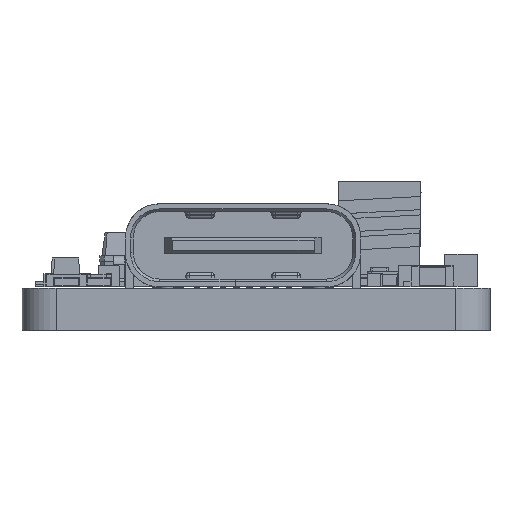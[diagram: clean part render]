
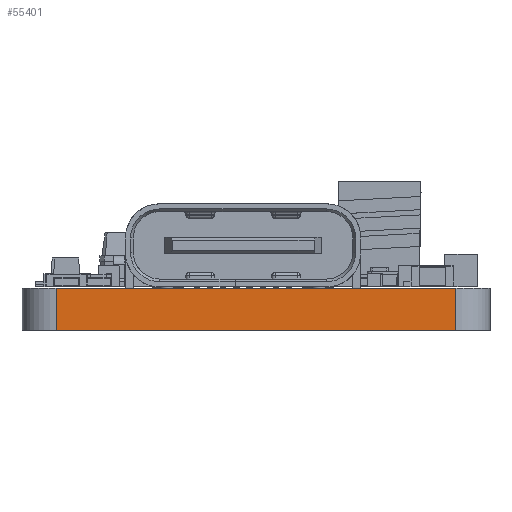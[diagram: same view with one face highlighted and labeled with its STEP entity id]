
A CAD part, left-side view. The second image highlights one B-rep face of the part: STEP entity #55401.
In plain terms, the highlighted planar face has unit normal (-1, 0, 0).
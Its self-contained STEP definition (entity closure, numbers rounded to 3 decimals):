
#53783 = VERTEX_POINT('',#53784);
#53784 = CARTESIAN_POINT('',(100.,-107.6,0.));
#53791 = EDGE_CURVE('',#53783,#53792,#53794,.T.);
#53792 = VERTEX_POINT('',#53793);
#53793 = CARTESIAN_POINT('',(100.,-92.4,0.));
#53794 = LINE('',#53795,#53796);
#53795 = CARTESIAN_POINT('',(100.,-107.6,0.));
#53796 = VECTOR('',#53797,1.);
#53797 = DIRECTION('',(0.,1.,0.));
#54540 = VERTEX_POINT('',#54541);
#54541 = CARTESIAN_POINT('',(100.,-107.6,1.6));
#54548 = EDGE_CURVE('',#54540,#54549,#54551,.T.);
#54549 = VERTEX_POINT('',#54550);
#54550 = CARTESIAN_POINT('',(100.,-92.4,1.6));
#54551 = LINE('',#54552,#54553);
#54552 = CARTESIAN_POINT('',(100.,-107.6,1.6));
#54553 = VECTOR('',#54554,1.);
#54554 = DIRECTION('',(0.,1.,0.));
#55388 = EDGE_CURVE('',#53792,#54549,#55389,.T.);
#55389 = LINE('',#55390,#55391);
#55390 = CARTESIAN_POINT('',(100.,-92.4,0.));
#55391 = VECTOR('',#55392,1.);
#55392 = DIRECTION('',(0.,0.,1.));
#55401 = ADVANCED_FACE('',(#55402),#55413,.T.);
#55402 = FACE_BOUND('',#55403,.T.);
#55403 = EDGE_LOOP('',(#55404,#55410,#55411,#55412));
#55404 = ORIENTED_EDGE('',*,*,#55405,.T.);
#55405 = EDGE_CURVE('',#53783,#54540,#55406,.T.);
#55406 = LINE('',#55407,#55408);
#55407 = CARTESIAN_POINT('',(100.,-107.6,0.));
#55408 = VECTOR('',#55409,1.);
#55409 = DIRECTION('',(0.,0.,1.));
#55410 = ORIENTED_EDGE('',*,*,#54548,.T.);
#55411 = ORIENTED_EDGE('',*,*,#55388,.F.);
#55412 = ORIENTED_EDGE('',*,*,#53791,.F.);
#55413 = PLANE('',#55414);
#55414 = AXIS2_PLACEMENT_3D('',#55415,#55416,#55417);
#55415 = CARTESIAN_POINT('',(100.,-107.6,0.));
#55416 = DIRECTION('',(-1.,0.,0.));
#55417 = DIRECTION('',(0.,1.,0.));
